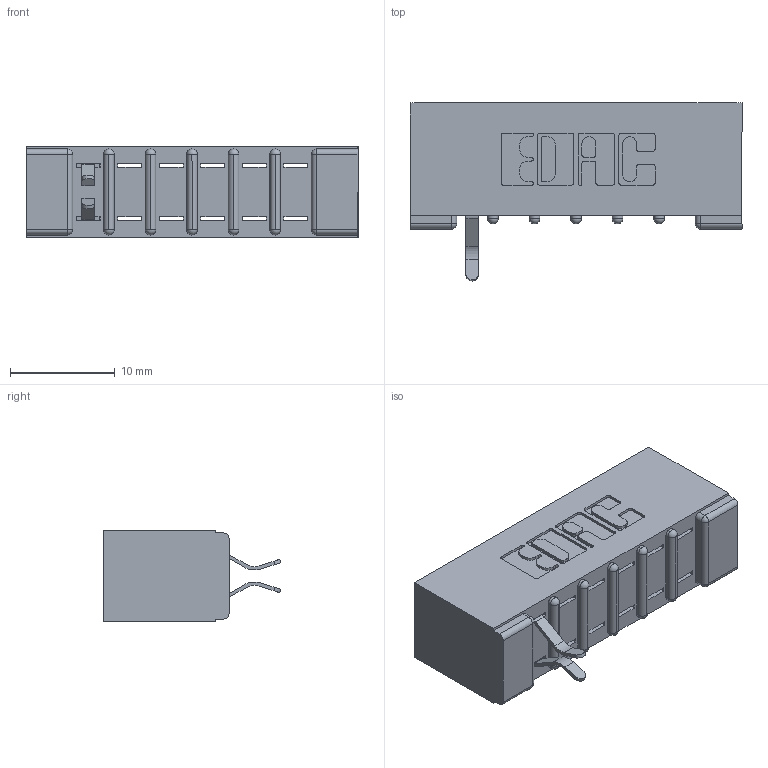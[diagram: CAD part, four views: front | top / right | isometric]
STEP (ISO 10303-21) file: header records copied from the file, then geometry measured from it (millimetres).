
FILE_DESCRIPTION (( 'STEP AP203' ), '1' );
FILE_NAME ('307-012-556-201.STEP', '2018-08-02T23:16:27', ( '' ), ( '' ), 'SwSTEP 2.0', 'SolidWorks 2016', '' );
FILE_SCHEMA (( 'CONFIG_CONTROL_DESIGN' ));
Length unit declared in the file: inch
Products named in the file (3): 307-012-556-201; 307-290-001_556; 307 Part_No Mounting Lugs
Assembly tree (3 placements, depth 2):
  307-012-556-201
    307 Part_No Mounting Lugs
    307-290-001_556  x2
Bounding box: 31.65 x 16.97 x 8.71 mm (x, y, z)
Volume: 2175.2 mm3; surface area: 2711.7 mm2
Topology: 3 solids, 3 shells, 317 faces, 903 edges, 578 vertices
Faces by surface type: plane 192, cylinder 111, sphere 14
Entity records: 9280 total; most frequent: CARTESIAN_POINT 1568, ORIENTED_EDGE 1558, DIRECTION 1541, EDGE_CURVE 779, LINE 583, VECTOR 583, VERTEX_POINT 506, AXIS2_PLACEMENT_3D 479
